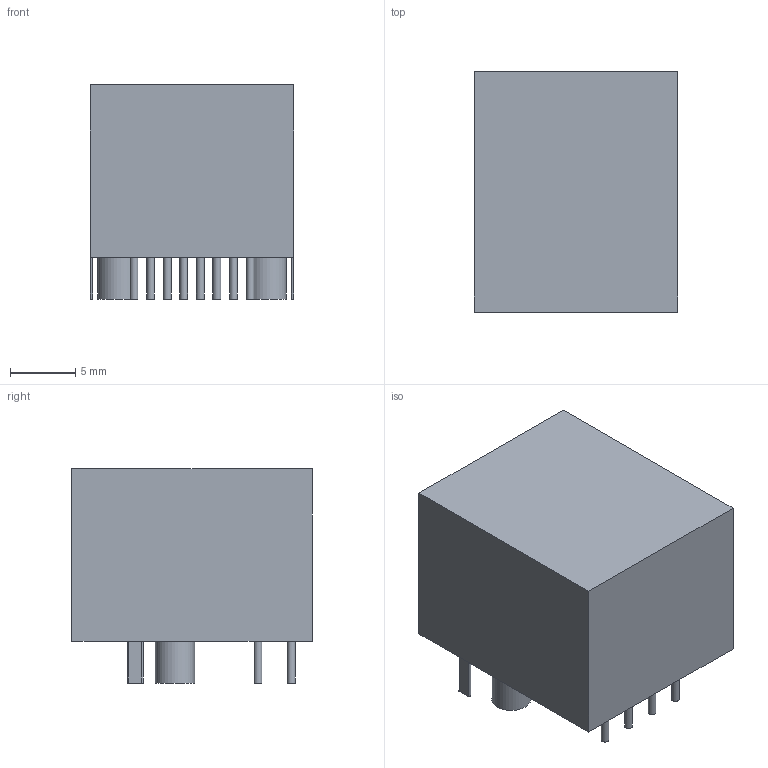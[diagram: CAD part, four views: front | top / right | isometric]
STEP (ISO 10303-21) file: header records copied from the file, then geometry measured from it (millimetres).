
FILE_DESCRIPTION(('FreeCAD Model'),'2;1');
FILE_NAME('Open CASCADE Shape Model','2023-01-01T14:53:38',('Author'),( ''),'Open CASCADE STEP processor 7.5','FreeCAD','Unknown');
FILE_SCHEMA(('AUTOMOTIVE_DESIGN { 1 0 10303 214 1 1 1 1 }'));
Length unit declared in the file: millimetre
Products named in the file (1): Body
Bounding box: 15.6 x 18.4 x 16.4 mm (x, y, z)
Volume: 2132.9 mm3; surface area: 2287.1 mm2
Topology: 1 solids, 1 shells, 49 faces, 104 edges, 68 vertices
Faces by surface type: plane 35, cylinder 14
Full cylindrical faces by diameter (mm): 0.6 x8, 3 x2
Entity records: 2730 total; most frequent: CARTESIAN_POINT 514, DIRECTION 426, LINE 256, VECTOR 256, ORIENTED_EDGE 208, PCURVE 208, DEFINITIONAL_REPRESENTATION 208, EDGE_CURVE 104
